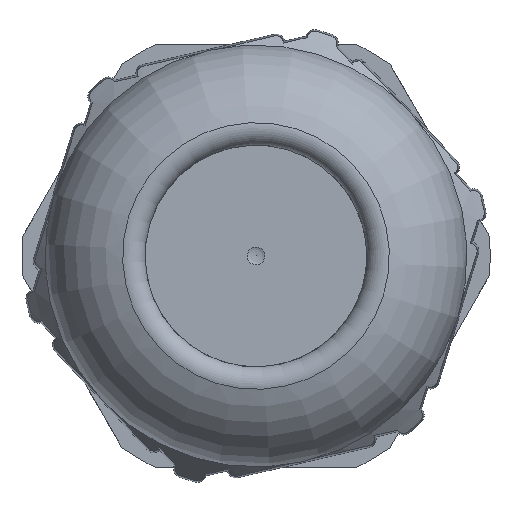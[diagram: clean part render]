
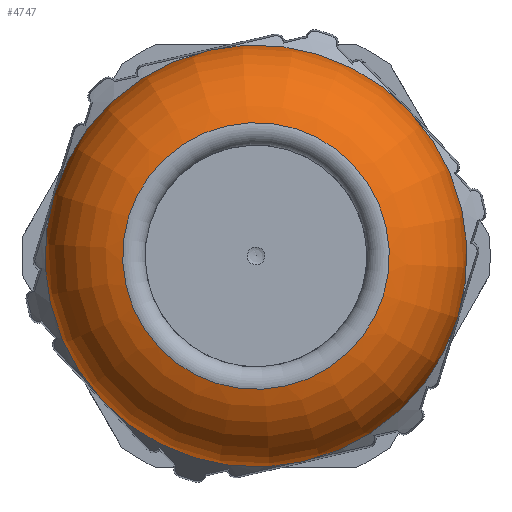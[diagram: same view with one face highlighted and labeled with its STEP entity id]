
A CAD part, front view. The second image highlights one B-rep face of the part: STEP entity #4747.
In plain terms, the highlighted toroidal (fillet/blend) face has major radius 5.9 mm and minor radius 6 mm.
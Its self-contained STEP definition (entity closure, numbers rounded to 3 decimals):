
#79=DEGENERATE_TOROIDAL_SURFACE('',#5048,5.9,6.,.T.);
#423=CIRCLE('',#4973,7.52);
#433=CIRCLE('',#4986,11.9);
#1055=ORIENTED_EDGE('',*,*,#1671,.F.);
#1056=ORIENTED_EDGE('',*,*,#1654,.T.);
#1654=EDGE_CURVE('',#2115,#2115,#423,.T.);
#1671=EDGE_CURVE('',#2132,#2132,#433,.T.);
#2115=VERTEX_POINT('',#6454);
#2132=VERTEX_POINT('',#6491);
#2741=EDGE_LOOP('',(#1055));
#2742=EDGE_LOOP('',(#1056));
#3006=FACE_BOUND('',#2741,.T.);
#3007=FACE_BOUND('',#2742,.T.);
#4747=ADVANCED_FACE('',(#3006,#3007),#79,.T.);
#4973=AXIS2_PLACEMENT_3D('',#6453,#5512,#5513);
#4986=AXIS2_PLACEMENT_3D('',#6490,#5545,#5546);
#5048=AXIS2_PLACEMENT_3D('',#7047,#5691,#5692);
#5512=DIRECTION('',(0.,1.,0.));
#5513=DIRECTION('',(0.956,0.,-0.293));
#5545=DIRECTION('',(0.,1.,0.));
#5546=DIRECTION('',(0.956,0.,-0.293));
#5691=DIRECTION('',(0.,1.,0.));
#5692=DIRECTION('',(0.956,0.,-0.293));
#6453=CARTESIAN_POINT('',(0.,-37.504,0.));
#6454=CARTESIAN_POINT('',(7.19,-37.504,-2.204));
#6490=CARTESIAN_POINT('',(0.,-31.727,0.));
#6491=CARTESIAN_POINT('',(11.378,-31.727,-3.487));
#7047=CARTESIAN_POINT('',(0.,-31.727,0.));
